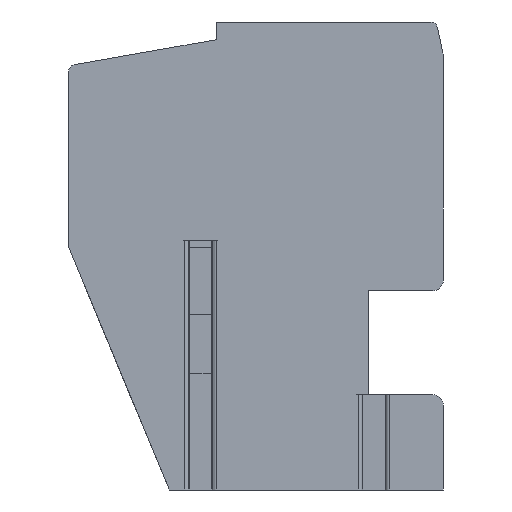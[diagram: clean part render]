
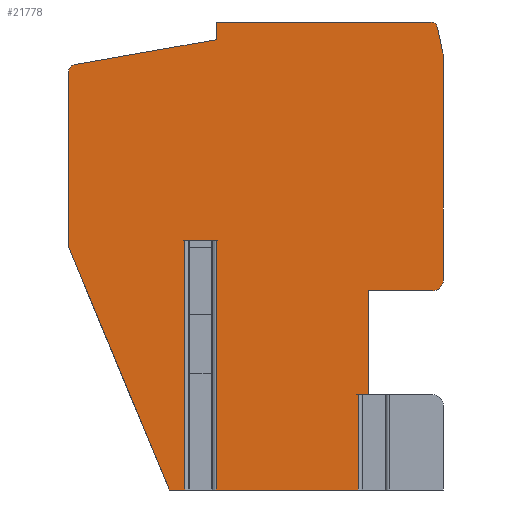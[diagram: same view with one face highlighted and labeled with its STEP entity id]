
A CAD part, left-side view. The second image highlights one B-rep face of the part: STEP entity #21778.
In plain terms, the highlighted planar face has unit normal (-1, 0, 0).
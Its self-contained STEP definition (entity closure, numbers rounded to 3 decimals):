
#18=DIRECTION('',(0.,0.,-1.));
#19=VECTOR('',#18,2.75);
#20=CARTESIAN_POINT('',(0.,-2.949,
-4.));
#21=LINE('',#20,#19);
#22=DIRECTION('',(0.,0.,-1.));
#23=VECTOR('',#22,7.2);
#24=CARTESIAN_POINT('',(0.,1.149,0.45));
#25=LINE('',#24,#23);
#26=DIRECTION('',(0.,1.,0.));
#27=VECTOR('',#26,0.901);
#28=CARTESIAN_POINT('',(0.,1.149,0.45));
#29=LINE('',#28,#27);
#30=DIRECTION('',(0.,0.,-1.));
#31=VECTOR('',#30,7.2);
#32=CARTESIAN_POINT('',(0.,2.05,0.45));
#33=LINE('',#32,#31);
#34=DIRECTION('',(0.,-0.383,-0.924));
#35=VECTOR('',#34,7.577);
#36=CARTESIAN_POINT('',(0.,5.4,0.25));
#37=LINE('',#36,#35);
#38=DIRECTION('',(0.,0.,1.));
#39=VECTOR('',#38,5.072);
#40=CARTESIAN_POINT('',(0.,5.4,0.25));
#41=LINE('',#40,#39);
#42=CARTESIAN_POINT('',(0.,5.2,5.322));
#43=DIRECTION('',(1.,0.,0.));
#44=DIRECTION('',(0.,1.,0.));
#45=AXIS2_PLACEMENT_3D('',#42,#43,#44);
#47=DIRECTION('',(0.,-0.985,0.174));
#48=VECTOR('',#47,4.148);
#49=CARTESIAN_POINT('',(0.,5.235,5.519));
#50=LINE('',#49,#48);
#51=DIRECTION('',(0.,0.,1.));
#52=VECTOR('',#51,0.511);
#53=CARTESIAN_POINT('',(0.,1.15,6.239));
#54=LINE('',#53,#52);
#55=DIRECTION('',(0.,-1.,0.));
#56=VECTOR('',#55,6.188);
#57=CARTESIAN_POINT('',(0.,1.15,6.75));
#58=LINE('',#57,#56);
#59=CARTESIAN_POINT('',(0.,-5.038,6.55));
#60=DIRECTION('',(1.,0.,0.));
#61=DIRECTION('',(0.,0.,1.));
#62=AXIS2_PLACEMENT_3D('',#59,#60,#61);
#64=DIRECTION('',(0.,-0.208,-0.978));
#65=VECTOR('',#64,0.747);
#66=CARTESIAN_POINT('',(0.,-5.234,6.592));
#67=LINE('',#66,#65);
#68=CARTESIAN_POINT('',(0.,-4.9,5.757));
#69=DIRECTION('',(1.,0.,0.));
#70=DIRECTION('',(0.,-0.978,0.208));
#71=AXIS2_PLACEMENT_3D('',#68,#69,#70);
#73=DIRECTION('',(0.,0.,-1.));
#74=VECTOR('',#73,6.457);
#75=CARTESIAN_POINT('',(0.,-5.4,5.757));
#76=LINE('',#75,#74);
#77=CARTESIAN_POINT('',(0.,-5.1,-0.7));
#78=DIRECTION('',(1.,0.,0.));
#79=DIRECTION('',(0.,-1.,0.));
#80=AXIS2_PLACEMENT_3D('',#77,#78,#79);
#82=DIRECTION('',(0.,1.,0.));
#83=VECTOR('',#82,1.85);
#84=CARTESIAN_POINT('',(0.,-5.1,-1.));
#85=LINE('',#84,#83);
#86=DIRECTION('',(0.,0.,-1.));
#87=VECTOR('',#86,3.);
#88=CARTESIAN_POINT('',(0.,-3.25,-1.));
#89=LINE('',#88,#87);
#90=DIRECTION('',(0.,-1.,0.));
#91=VECTOR('',#90,0.301);
#92=CARTESIAN_POINT('',(0.,-2.949,
-4.));
#93=LINE('',#92,#91);
#425=DIRECTION('',(0.,-1.,0.));
#426=VECTOR('',#425,0.45);
#427=CARTESIAN_POINT('',(0.,2.5,-6.75));
#428=LINE('',#427,#426);
#461=DIRECTION('',(0.,-1.,0.));
#462=VECTOR('',#461,4.098);
#463=CARTESIAN_POINT('',(0.,1.149,
-6.75));
#464=LINE('',#463,#462);
#16791=CARTESIAN_POINT('',(0.,5.4,5.322));
#16792=CARTESIAN_POINT('',(0.,5.235,5.519));
#16793=VERTEX_POINT('',#16791);
#16794=VERTEX_POINT('',#16792);
#16795=CARTESIAN_POINT('',(0.,1.15,6.239));
#16796=VERTEX_POINT('',#16795);
#16797=CARTESIAN_POINT('',(0.,1.15,6.75));
#16798=VERTEX_POINT('',#16797);
#16799=CARTESIAN_POINT('',(0.,-5.038,6.75));
#16800=VERTEX_POINT('',#16799);
#16801=CARTESIAN_POINT('',(0.,-5.234,6.592));
#16802=VERTEX_POINT('',#16801);
#16803=CARTESIAN_POINT('',(0.,-5.389,5.86));
#16804=VERTEX_POINT('',#16803);
#16805=CARTESIAN_POINT('',(0.,-5.4,5.757));
#16806=VERTEX_POINT('',#16805);
#16807=CARTESIAN_POINT('',(0.,-5.4,-0.7));
#16808=VERTEX_POINT('',#16807);
#16809=CARTESIAN_POINT('',(0.,-5.1,-1.));
#16810=VERTEX_POINT('',#16809);
#16811=CARTESIAN_POINT('',(0.,-3.25,-1.));
#16812=VERTEX_POINT('',#16811);
#17953=CARTESIAN_POINT('',(0.,5.4,0.25));
#17954=VERTEX_POINT('',#17953);
#17985=CARTESIAN_POINT('',(0.,1.149,
0.45));
#17986=CARTESIAN_POINT('',(0.,2.05,
0.45));
#17987=VERTEX_POINT('',#17985);
#17988=VERTEX_POINT('',#17986);
#17989=CARTESIAN_POINT('',(0.,1.149,
-6.75));
#17990=VERTEX_POINT('',#17989);
#17991=CARTESIAN_POINT('',(0.,2.05,
-6.75));
#17992=VERTEX_POINT('',#17991);
#18005=CARTESIAN_POINT('',(0.,2.5,-6.75));
#18006=VERTEX_POINT('',#18005);
#18017=CARTESIAN_POINT('',(0.,-2.949,
-4.));
#18018=CARTESIAN_POINT('',(0.,-2.949,
-6.75));
#18019=VERTEX_POINT('',#18017);
#18020=VERTEX_POINT('',#18018);
#18021=CARTESIAN_POINT('',(0.,-3.25,-4.));
#18022=VERTEX_POINT('',#18021);
#21731=CARTESIAN_POINT('',(0.,0.,0.));
#21732=DIRECTION('',(1.,0.,0.));
#21733=DIRECTION('',(0.,0.,-1.));
#21734=AXIS2_PLACEMENT_3D('',#21731,#21732,#21733);
#21735=PLANE('',#21734);
#21737=ORIENTED_EDGE('',*,*,#21736,.T.);
#21739=ORIENTED_EDGE('',*,*,#21738,.F.);
#21741=ORIENTED_EDGE('',*,*,#21740,.F.);
#21743=ORIENTED_EDGE('',*,*,#21742,.T.);
#21745=ORIENTED_EDGE('',*,*,#21744,.T.);
#21747=ORIENTED_EDGE('',*,*,#21746,.F.);
#21749=ORIENTED_EDGE('',*,*,#21748,.F.);
#21751=ORIENTED_EDGE('',*,*,#21750,.T.);
#21753=ORIENTED_EDGE('',*,*,#21752,.T.);
#21755=ORIENTED_EDGE('',*,*,#21754,.T.);
#21757=ORIENTED_EDGE('',*,*,#21756,.T.);
#21759=ORIENTED_EDGE('',*,*,#21758,.T.);
#21761=ORIENTED_EDGE('',*,*,#21760,.T.);
#21763=ORIENTED_EDGE('',*,*,#21762,.T.);
#21765=ORIENTED_EDGE('',*,*,#21764,.T.);
#21767=ORIENTED_EDGE('',*,*,#21766,.T.);
#21769=ORIENTED_EDGE('',*,*,#21768,.T.);
#21771=ORIENTED_EDGE('',*,*,#21770,.T.);
#21773=ORIENTED_EDGE('',*,*,#21772,.T.);
#21775=ORIENTED_EDGE('',*,*,#21774,.F.);
#21776=EDGE_LOOP('',(#21737,#21739,#21741,#21743,#21745,#21747,#21749,#21751,
#21753,#21755,#21757,#21759,#21761,#21763,#21765,#21767,#21769,#21771,#21773,
#21775));
#21777=FACE_OUTER_BOUND('',#21776,.F.);
#21778=ADVANCED_FACE('',(#21777),#21735,.F.);
#46=CIRCLE('',#45,0.2);
#63=CIRCLE('',#62,0.2);
#72=CIRCLE('',#71,0.5);
#81=CIRCLE('',#80,0.3);
#21736=EDGE_CURVE('',#18019,#18020,#21,.T.);
#21738=EDGE_CURVE('',#17990,#18020,#464,.T.);
#21740=EDGE_CURVE('',#17987,#17990,#25,.T.);
#21742=EDGE_CURVE('',#17987,#17988,#29,.T.);
#21744=EDGE_CURVE('',#17988,#17992,#33,.T.);
#21746=EDGE_CURVE('',#18006,#17992,#428,.T.);
#21748=EDGE_CURVE('',#17954,#18006,#37,.T.);
#21750=EDGE_CURVE('',#17954,#16793,#41,.T.);
#21752=EDGE_CURVE('',#16793,#16794,#46,.T.);
#21754=EDGE_CURVE('',#16794,#16796,#50,.T.);
#21756=EDGE_CURVE('',#16796,#16798,#54,.T.);
#21758=EDGE_CURVE('',#16798,#16800,#58,.T.);
#21760=EDGE_CURVE('',#16800,#16802,#63,.T.);
#21762=EDGE_CURVE('',#16802,#16804,#67,.T.);
#21764=EDGE_CURVE('',#16804,#16806,#72,.T.);
#21766=EDGE_CURVE('',#16806,#16808,#76,.T.);
#21768=EDGE_CURVE('',#16808,#16810,#81,.T.);
#21770=EDGE_CURVE('',#16810,#16812,#85,.T.);
#21772=EDGE_CURVE('',#16812,#18022,#89,.T.);
#21774=EDGE_CURVE('',#18019,#18022,#93,.T.);
